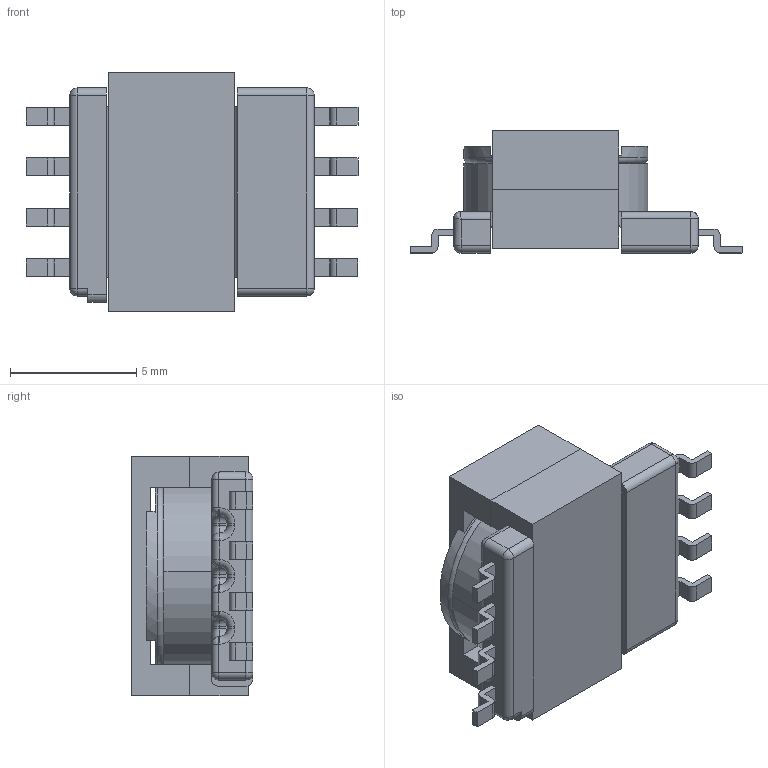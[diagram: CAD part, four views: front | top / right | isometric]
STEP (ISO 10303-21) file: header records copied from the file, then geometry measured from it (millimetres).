
FILE_DESCRIPTION (( 'STEP AP214' ), '1' );
FILE_NAME ('ER9.5-6310.STEP', '2019-01-31T20:47:08', ( '' ), ( '' ), 'SwSTEP 2.0', 'SolidWorks 2017', '' );
FILE_SCHEMA (( 'AUTOMOTIVE_DESIGN' ));
Length unit declared in the file: millimetre
Products named in the file (4): 150-3018_6A; ER9.5-SMD-6310; 070-6310_6B; ER9.5-6310
Assembly tree (4 placements, depth 2):
  ER9.5-6310
    070-6310_6B
    ER9.5-SMD-6310
    150-3018_6A  x2
Bounding box: 13.16 x 4.83 x 9.5 mm (x, y, z)
Volume: 285.8 mm3; surface area: 812.9 mm2
Topology: 4 solids, 4 shells, 308 faces, 761 edges, 455 vertices
Faces by surface type: plane 136, cylinder 118, torus 36, sphere 11, bspline 7
Entity records: 9564 total; most frequent: CARTESIAN_POINT 1701, DIRECTION 1497, ORIENTED_EDGE 1396, EDGE_CURVE 698, AXIS2_PLACEMENT_3D 535, LINE 427, VECTOR 427, VERTEX_POINT 425
